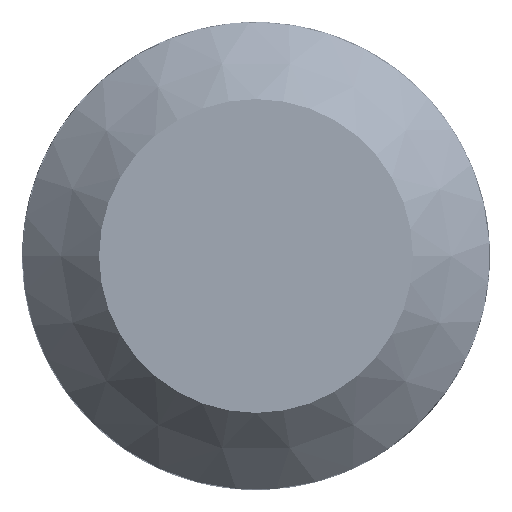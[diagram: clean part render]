
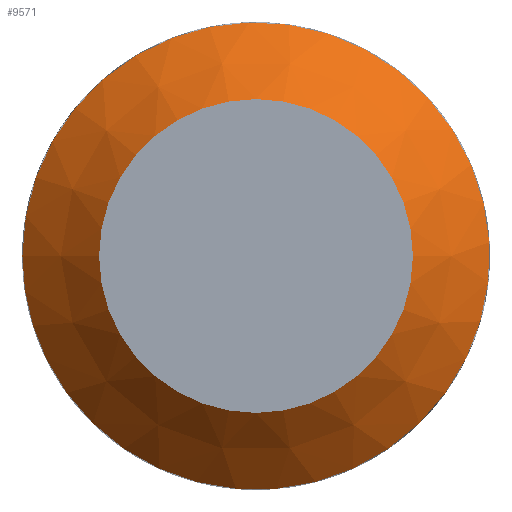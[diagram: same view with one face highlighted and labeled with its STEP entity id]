
A CAD part, front view. The second image highlights one B-rep face of the part: STEP entity #9571.
In plain terms, the highlighted conical face has half-angle 45 degrees and reference radius 5 mm.
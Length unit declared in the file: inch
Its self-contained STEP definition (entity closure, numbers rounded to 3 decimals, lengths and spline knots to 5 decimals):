
#16=CONICAL_SURFACE('',#10098,0.19685,0.785);
#527=FACE_OUTER_BOUND('',#1033,.T.);
#1033=EDGE_LOOP('',(#8562,#8563,#8564,#8565,#8566,#8567));
#1035=CIRCLE('',#9588,0.23445);
#1039=CIRCLE('',#10089,0.23445);
#1041=CIRCLE('',#10091,0.23445);
#1044=CIRCLE('',#10099,0.15748);
#2542=LINE('',#44472,#3040);
#3040=VECTOR('',#11624,0.19685);
#3043=VERTEX_POINT('',#11634);
#3044=VERTEX_POINT('',#11645);
#4041=VERTEX_POINT('',#38142);
#4044=VERTEX_POINT('',#44471);
#4047=EDGE_CURVE('',#3044,#3043,#1035,.F.);
#5542=EDGE_CURVE('',#3043,#4041,#1039,.F.);
#5545=EDGE_CURVE('',#4041,#3044,#1041,.F.);
#5551=EDGE_CURVE('',#4041,#4044,#2542,.T.);
#5552=EDGE_CURVE('',#4044,#4044,#1044,.T.);
#8562=ORIENTED_EDGE('',*,*,#5542,.T.);
#8563=ORIENTED_EDGE('',*,*,#5551,.T.);
#8564=ORIENTED_EDGE('',*,*,#5552,.T.);
#8565=ORIENTED_EDGE('',*,*,#5551,.F.);
#8566=ORIENTED_EDGE('',*,*,#5545,.T.);
#8567=ORIENTED_EDGE('',*,*,#4047,.T.);
#9571=ADVANCED_FACE('',(#527),#16,.T.);
#9588=AXIS2_PLACEMENT_3D('',#11646,#10106,#10107);
#10089=AXIS2_PLACEMENT_3D('',#38143,#11603,#11604);
#10091=AXIS2_PLACEMENT_3D('',#38177,#11607,#11608);
#10098=AXIS2_PLACEMENT_3D('',#44470,#11622,#11623);
#10099=AXIS2_PLACEMENT_3D('',#44473,#11625,#11626);
#10106=DIRECTION('center_axis',(0.,1.,0.));
#10107=DIRECTION('ref_axis',(1.,0.,0.));
#11603=DIRECTION('center_axis',(0.,1.,0.));
#11604=DIRECTION('ref_axis',(1.,0.,0.));
#11607=DIRECTION('center_axis',(0.,1.,0.));
#11608=DIRECTION('ref_axis',(1.,0.,0.));
#11622=DIRECTION('center_axis',(0.,1.,0.));
#11623=DIRECTION('ref_axis',(1.,0.,0.));
#11624=DIRECTION('',(0.707,-0.707,0.));
#11625=DIRECTION('center_axis',(0.,1.,0.));
#11626=DIRECTION('ref_axis',(1.,0.,0.));
#11634=CARTESIAN_POINT('',(0.2107,0.07697,-0.10305));
#11645=CARTESIAN_POINT('',(-0.2106,0.07697,-0.10303));
#11646=CARTESIAN_POINT('Origin',(0.,0.07697,0.));
#38142=CARTESIAN_POINT('',(-0.23445,0.07697,0.));
#38143=CARTESIAN_POINT('Origin',(0.,0.07697,0.));
#38177=CARTESIAN_POINT('Origin',(0.,0.07697,0.));
#44470=CARTESIAN_POINT('Origin',(0.,0.03937,0.));
#44471=CARTESIAN_POINT('',(-0.15748,0.,0.));
#44472=CARTESIAN_POINT('',(-0.19685,0.03937,0.));
#44473=CARTESIAN_POINT('Origin',(0.,0.,0.));
